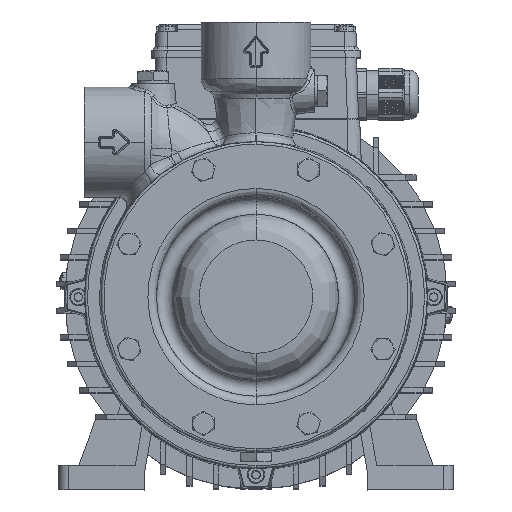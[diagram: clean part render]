
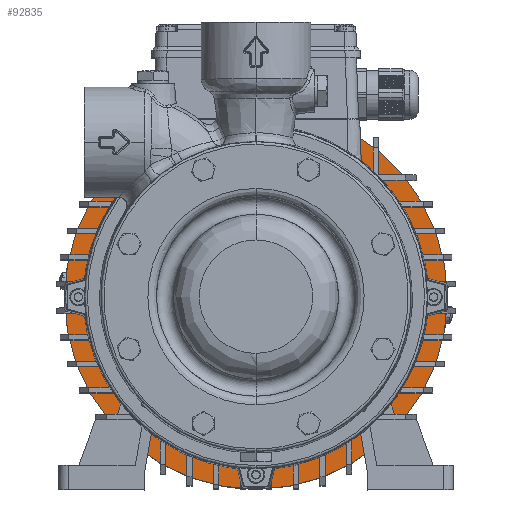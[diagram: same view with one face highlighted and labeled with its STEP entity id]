
A CAD part, top view. The second image highlights one B-rep face of the part: STEP entity #92835.
In plain terms, the highlighted planar face has unit normal (0, 0, 1).
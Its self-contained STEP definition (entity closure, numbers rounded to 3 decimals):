
#10442 = AXIS2_PLACEMENT_3D ( 'NONE', #15368, #108294, #106820 ) ;
#12470 = EDGE_CURVE ( 'NONE', #92355, #40794, #128743, .T. ) ;
#15368 = CARTESIAN_POINT ( 'NONE',  ( 0., 0., -338. ) ) ;
#21984 = AXIS2_PLACEMENT_3D ( 'NONE', #22996, #32111, #78182 ) ;
#22996 = CARTESIAN_POINT ( 'NONE',  ( 0., 0., -338. ) ) ;
#25481 = FACE_OUTER_BOUND ( 'NONE', #33652, .T. ) ;
#32111 = DIRECTION ( 'NONE',  ( 0., 0., -1. ) ) ;
#33652 = EDGE_LOOP ( 'NONE', ( #124501, #121705 ) ) ;
#40794 = VERTEX_POINT ( 'NONE', #137054 ) ;
#49425 = CARTESIAN_POINT ( 'NONE',  ( -111.5, 0., -338. ) ) ;
#50891 = AXIS2_PLACEMENT_3D ( 'NONE', #92782, #104841, #107055 ) ;
#78182 = DIRECTION ( 'NONE',  ( -1., 0., 0. ) ) ;
#92355 = VERTEX_POINT ( 'NONE', #49425 ) ;
#92782 = CARTESIAN_POINT ( 'NONE',  ( -111.511, 111.511, -338. ) ) ;
#92835 = ADVANCED_FACE ( 'NONE', ( #25481 ), #105572, .F. ) ;
#104841 = DIRECTION ( 'NONE',  ( 0., 0., -1. ) ) ;
#105572 = PLANE ( 'NONE',  #50891 ) ;
#106820 = DIRECTION ( 'NONE',  ( -1., 0., 0. ) ) ;
#107055 = DIRECTION ( 'NONE',  ( 0., 1., 0. ) ) ;
#108294 = DIRECTION ( 'NONE',  ( 0., 0., -1. ) ) ;
#120920 = CIRCLE ( 'NONE', #21984, 111.5 ) ;
#121705 = ORIENTED_EDGE ( 'NONE', *, *, #124551, .F. ) ;
#124501 = ORIENTED_EDGE ( 'NONE', *, *, #12470, .F. ) ;
#124551 = EDGE_CURVE ( 'NONE', #40794, #92355, #120920, .T. ) ;
#128743 = CIRCLE ( 'NONE', #10442, 111.5 ) ;
#137054 = CARTESIAN_POINT ( 'NONE',  ( 111.5, 0., -338. ) ) ;
